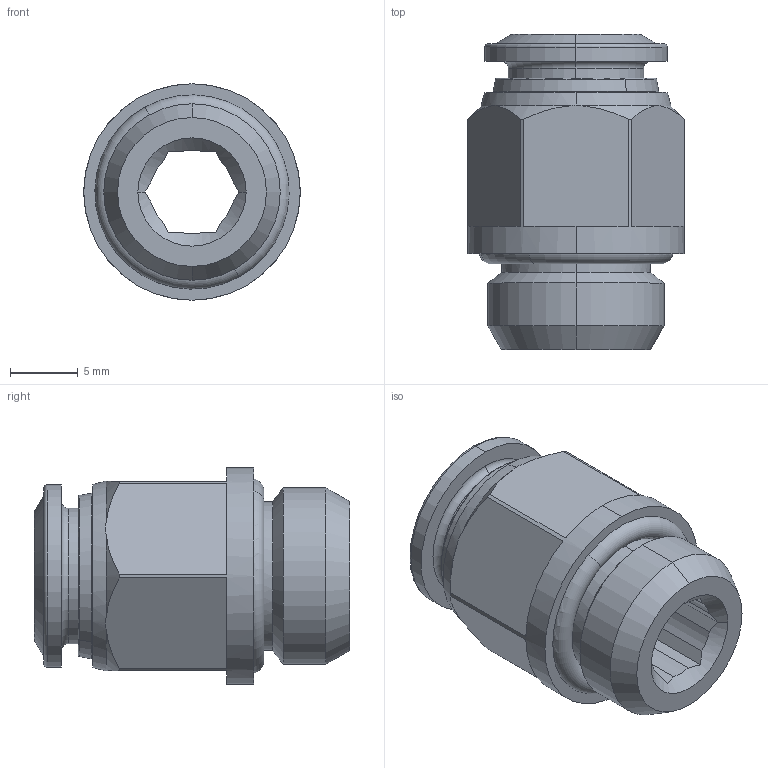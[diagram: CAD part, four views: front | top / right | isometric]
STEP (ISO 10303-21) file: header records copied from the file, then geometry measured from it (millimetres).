
FILE_DESCRIPTION (( 'STEP AP214' ), '1' );
FILE_NAME ('7002000006A.STEP', '2024-10-22T12:46:33', ( '' ), ( '' ), 'SwSTEP 2.0', 'SolidWorks 2020', '' );
FILE_SCHEMA (( 'AUTOMOTIVE_DESIGN' ));
Length unit declared in the file: millimetre
Products named in the file (1): 7002000006A
Bounding box: 16 x 23.3 x 16 mm (x, y, z)
Volume: 2300.2 mm3; surface area: 2010.7 mm2
Topology: 1 solids, 1 shells, 81 faces, 202 edges, 128 vertices
Faces by surface type: plane 31, cone 24, cylinder 18, torus 8
Entity records: 3445 total; most frequent: CARTESIAN_POINT 588, DIRECTION 414, ORIENTED_EDGE 404, EDGE_CURVE 202, AXIS2_PLACEMENT_3D 174, VERTEX_POINT 128, CIRCLE 92, EDGE_LOOP 88
